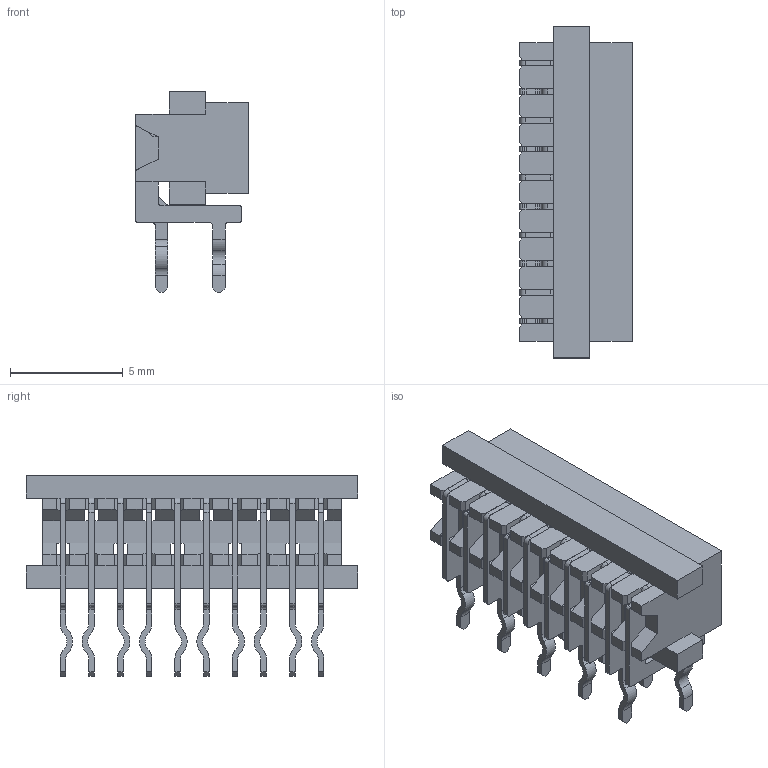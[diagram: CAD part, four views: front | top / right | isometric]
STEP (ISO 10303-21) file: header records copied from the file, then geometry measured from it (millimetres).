
FILE_DESCRIPTION(/* description */ ('Unknown'),/* implementation_level */ '2;1');
FILE_NAME(/* name */ 'J_Wurth_WR-MM_690368181072',/* time_stamp */ '2025-05-09T10:34:54+08:00',/* author */ ('Unknown'),/* organization */ ('Unknown'),/* preprocessor_version */ 'ST-DEVELOPER v19.4',/* originating_system */ 'Solid Edge',/* authorisation */ 'Unknown');
FILE_SCHEMA (('AUTOMOTIVE_DESIGN {1 0 10303 214 3 1 1}'));
Length unit declared in the file: millimetre
Products named in the file (2): J_Wurth_WR-MM_690368181072
Assembly tree (1 placements, depth 2):
  J_Wurth_WR-MM_690368181072
    J_Wurth_WR-MM_690368181072
Bounding box: 5 x 14.7 x 8.9 mm (x, y, z)
Volume: 252.5 mm3; surface area: 971.6 mm2
Topology: 11 solids, 11 shells, 921 faces, 2643 edges, 1734 vertices
Faces by surface type: plane 656, cylinder 265
Entity records: 30075 total; most frequent: CARTESIAN_POINT 5300, ORIENTED_EDGE 5286, DIRECTION 5019, EDGE_CURVE 2643, LINE 2113, VECTOR 2113, VERTEX_POINT 1734, AXIS2_PLACEMENT_3D 1453
